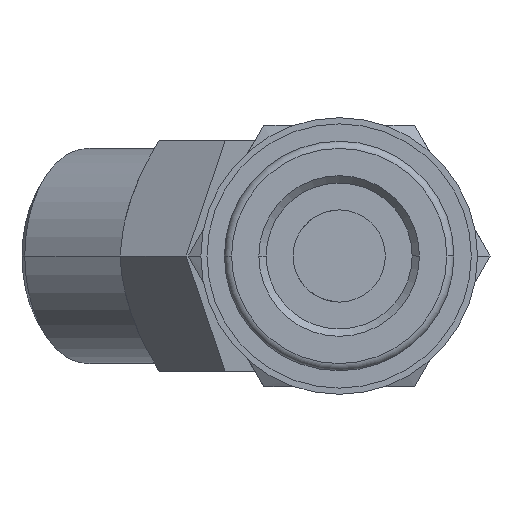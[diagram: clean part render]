
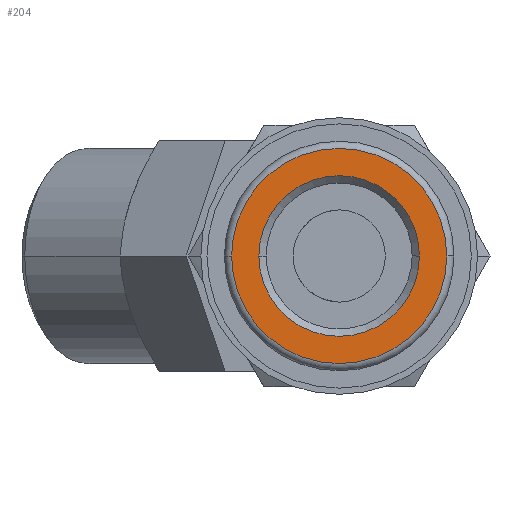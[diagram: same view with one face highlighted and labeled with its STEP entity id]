
A CAD part, front view. The second image highlights one B-rep face of the part: STEP entity #204.
In plain terms, the highlighted planar face has unit normal (0, -1, 0).
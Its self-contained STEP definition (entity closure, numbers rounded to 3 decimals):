
#204=ADVANCED_FACE('',(#450,#451),#452,.T.);
#450=FACE_BOUND('',#739,.T.);
#451=FACE_OUTER_BOUND('',#740,.T.);
#452=PLANE('',#741);
#739=EDGE_LOOP('',(#1275,#1276));
#740=EDGE_LOOP('',(#1277,#1278));
#741=AXIS2_PLACEMENT_3D('',#1279,#1280,#1281);
#1275=ORIENTED_EDGE('',*,*,#1842,.T.);
#1276=ORIENTED_EDGE('',*,*,#1843,.T.);
#1277=ORIENTED_EDGE('',*,*,#1776,.T.);
#1278=ORIENTED_EDGE('',*,*,#1844,.T.);
#1279=CARTESIAN_POINT('',(0.0,0.0,0.0));
#1280=DIRECTION('',(0.0,-1.0,0.0));
#1281=DIRECTION('',(1.0,0.0,0.));
#1776=EDGE_CURVE('',#2151,#2154,#2156,.T.);
#1842=EDGE_CURVE('',#2243,#2244,#2245,.T.);
#1843=EDGE_CURVE('',#2244,#2243,#2246,.T.);
#1844=EDGE_CURVE('',#2154,#2151,#2247,.T.);
#2151=VERTEX_POINT('',#2781);
#2154=VERTEX_POINT('',#2785);
#2156=CIRCLE('',#2788,7.0);
#2243=VERTEX_POINT('',#3005);
#2244=VERTEX_POINT('',#3006);
#2245=CIRCLE('',#3007,5.225);
#2246=CIRCLE('',#3008,5.225);
#2247=CIRCLE('',#3009,7.0);
#2781=CARTESIAN_POINT('',(-7.0,0.0,0.));
#2785=CARTESIAN_POINT('',(7.0,0.0,0.));
#2788=AXIS2_PLACEMENT_3D('',#3363,#3364,#3365);
#3005=CARTESIAN_POINT('',(5.225,0.0,0.0));
#3006=CARTESIAN_POINT('',(-5.225,0.0,0.));
#3007=AXIS2_PLACEMENT_3D('',#3434,#3435,#3436);
#3008=AXIS2_PLACEMENT_3D('',#3437,#3438,#3439);
#3009=AXIS2_PLACEMENT_3D('',#3440,#3441,#3442);
#3363=CARTESIAN_POINT('',(0.0,0.0,0.0));
#3364=DIRECTION('',(0.0,-1.0,-0.0));
#3365=DIRECTION('',(-1.0,0.0,0.));
#3434=CARTESIAN_POINT('',(0.0,0.0,0.0));
#3435=DIRECTION('',(0.0,1.0,0.0));
#3436=DIRECTION('',(-1.0,0.0,0.));
#3437=CARTESIAN_POINT('',(0.0,0.0,0.0));
#3438=DIRECTION('',(0.0,1.0,0.0));
#3439=DIRECTION('',(-1.0,0.0,0.));
#3440=CARTESIAN_POINT('',(0.0,0.0,0.0));
#3441=DIRECTION('',(0.0,-1.0,-0.0));
#3442=DIRECTION('',(-1.0,0.0,0.));
